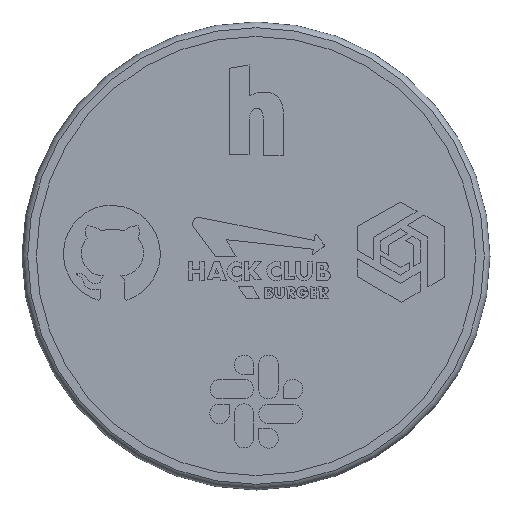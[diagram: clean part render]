
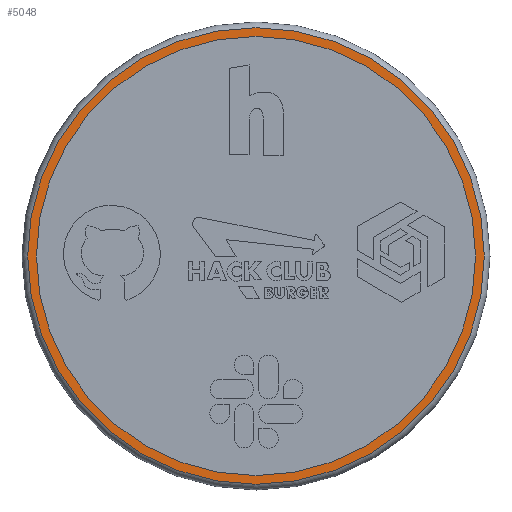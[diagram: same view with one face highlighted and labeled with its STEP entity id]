
A CAD part, front view. The second image highlights one B-rep face of the part: STEP entity #5048.
In plain terms, the highlighted planar face has unit normal (0, -1, 0).
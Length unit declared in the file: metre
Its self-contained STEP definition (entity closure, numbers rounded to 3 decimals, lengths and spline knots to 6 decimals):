
#1217=PLANE('',#5360);
#1443=ORIENTED_EDGE('',*,*,#2923,.F.);
#1444=ORIENTED_EDGE('',*,*,#2926,.T.);
#2923=EDGE_CURVE('',#3665,#3665,#4162,.T.);
#2926=EDGE_CURVE('',#3668,#3668,#4165,.T.);
#3665=VERTEX_POINT('',#7262);
#3668=VERTEX_POINT('',#7269);
#4162=CIRCLE('',#5355,0.035749);
#4165=CIRCLE('',#5359,0.037176);
#4307=EDGE_LOOP('',(#1443));
#4308=EDGE_LOOP('',(#1444));
#4644=FACE_BOUND('',#4307,.T.);
#4645=FACE_BOUND('',#4308,.T.);
#5048=ADVANCED_FACE('',(#4644,#4645),#1217,.T.);
#5355=AXIS2_PLACEMENT_3D('',#7261,#5796,#5797);
#5359=AXIS2_PLACEMENT_3D('',#7268,#5804,#5805);
#5360=AXIS2_PLACEMENT_3D('',#7270,#5806,#5807);
#5796=DIRECTION('',(0.,-1.,0.));
#5797=DIRECTION('',(0.,0.,-1.));
#5804=DIRECTION('',(0.,-1.,0.));
#5805=DIRECTION('',(0.,0.,-1.));
#5806=DIRECTION('',(0.,-1.,0.));
#5807=DIRECTION('',(1.,0.,0.));
#7261=CARTESIAN_POINT('',(0.,0.001727,0.));
#7262=CARTESIAN_POINT('',(0.,0.001727,-0.035749));
#7268=CARTESIAN_POINT('',(0.,0.001727,0.));
#7269=CARTESIAN_POINT('',(0.,0.001727,-0.037176));
#7270=CARTESIAN_POINT('',(0.002943,0.001727,0.029748));
